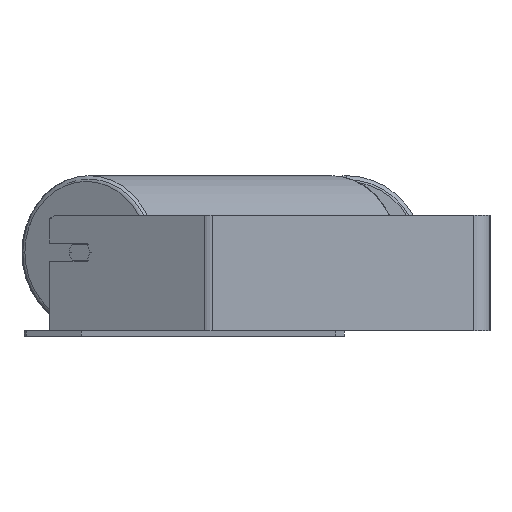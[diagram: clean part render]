
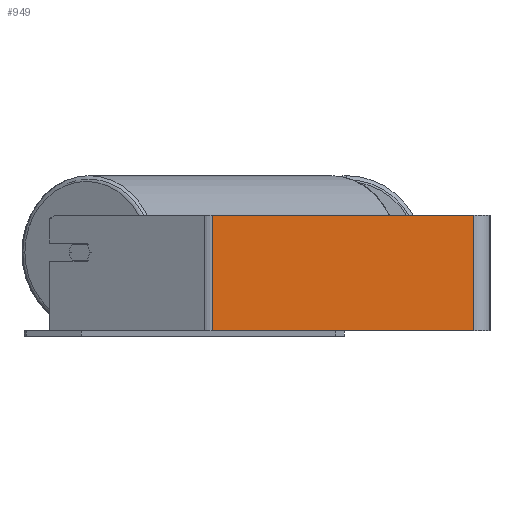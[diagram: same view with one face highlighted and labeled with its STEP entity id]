
A CAD part, left-side view. The second image highlights one B-rep face of the part: STEP entity #949.
In plain terms, the highlighted planar face has unit normal (-1, 0, 0).
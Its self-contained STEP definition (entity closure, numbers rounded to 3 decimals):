
#907 = PLANE ( 'NONE',  #9293 ) ;
#949 = ADVANCED_FACE ( 'NONE', ( #6182 ), #907, .F. ) ;
#1033 = LINE ( 'NONE', #3923, #8308 ) ;
#1153 = LINE ( 'NONE', #5578, #6062 ) ;
#1737 = VERTEX_POINT ( 'NONE', #5342 ) ;
#1831 = CARTESIAN_POINT ( 'NONE',  ( -700., 14., 50. ) ) ;
#2378 = DIRECTION ( 'NONE',  ( 0., 0., -1. ) ) ;
#2624 = CARTESIAN_POINT ( 'NONE',  ( -700., 240.917, -50. ) ) ;
#3438 = LINE ( 'NONE', #9180, #3457 ) ;
#3457 = VECTOR ( 'NONE', #6365, 1000. ) ;
#3579 = VERTEX_POINT ( 'NONE', #5876 ) ;
#3791 = CARTESIAN_POINT ( 'NONE',  ( -700., 244.668, 50. ) ) ;
#3923 = CARTESIAN_POINT ( 'NONE',  ( -700., 240.917, 50. ) ) ;
#4169 = EDGE_CURVE ( 'NONE', #1737, #4284, #1033, .T. ) ;
#4284 = VERTEX_POINT ( 'NONE', #2624 ) ;
#5122 = ORIENTED_EDGE ( 'NONE', *, *, #6620, .F. ) ;
#5124 = EDGE_LOOP ( 'NONE', ( #7802, #5122, #8251, #7628 ) ) ;
#5342 = CARTESIAN_POINT ( 'NONE',  ( -700., 240.917, 50. ) ) ;
#5344 = EDGE_CURVE ( 'NONE', #1737, #3579, #1153, .T. ) ;
#5578 = CARTESIAN_POINT ( 'NONE',  ( -700., 244.668, 50. ) ) ;
#5876 = CARTESIAN_POINT ( 'NONE',  ( -700., 14., 50. ) ) ;
#6062 = VECTOR ( 'NONE', #8475, 1000. ) ;
#6182 = FACE_OUTER_BOUND ( 'NONE', #5124, .T. ) ;
#6365 = DIRECTION ( 'NONE',  ( 0., -1., 0. ) ) ;
#6620 = EDGE_CURVE ( 'NONE', #3579, #8176, #6941, .T. ) ;
#6643 = VECTOR ( 'NONE', #7037, 1000. ) ;
#6713 = DIRECTION ( 'NONE',  ( 1., 0., 0. ) ) ;
#6837 = DIRECTION ( 'NONE',  ( 0., 0., -1. ) ) ;
#6941 = LINE ( 'NONE', #1831, #6643 ) ;
#7037 = DIRECTION ( 'NONE',  ( 0., 0., -1. ) ) ;
#7172 = CARTESIAN_POINT ( 'NONE',  ( -700., 14., -50. ) ) ;
#7628 = ORIENTED_EDGE ( 'NONE', *, *, #4169, .T. ) ;
#7802 = ORIENTED_EDGE ( 'NONE', *, *, #8076, .T. ) ;
#8076 = EDGE_CURVE ( 'NONE', #4284, #8176, #3438, .T. ) ;
#8176 = VERTEX_POINT ( 'NONE', #7172 ) ;
#8251 = ORIENTED_EDGE ( 'NONE', *, *, #5344, .F. ) ;
#8308 = VECTOR ( 'NONE', #6837, 1000. ) ;
#8475 = DIRECTION ( 'NONE',  ( 0., -1., 0. ) ) ;
#9180 = CARTESIAN_POINT ( 'NONE',  ( -700., 244.668, -50. ) ) ;
#9293 = AXIS2_PLACEMENT_3D ( 'NONE', #3791, #6713, #2378 ) ;
